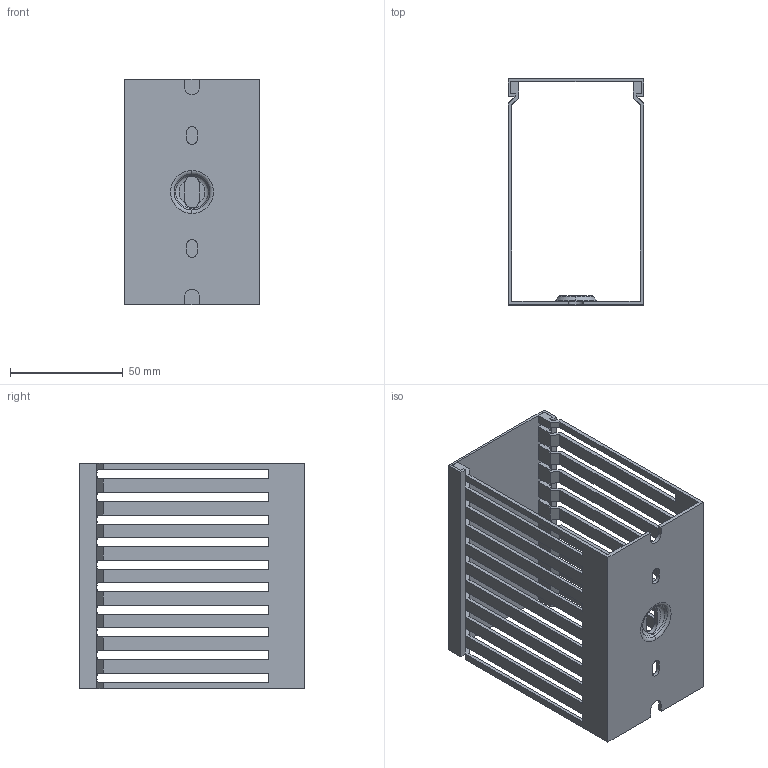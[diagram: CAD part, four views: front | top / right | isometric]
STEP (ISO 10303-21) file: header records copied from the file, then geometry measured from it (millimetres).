
FILE_DESCRIPTION((''),'2;1');
FILE_NAME('ASM0095_ASM','2021-03-31T',('marketing.praksa'),('Audax d.o.o.'),'CREO PARAMETRIC BY PTC INC, 2017480','CREO PARAMETRIC BY PTC INC, 2017480','');
FILE_SCHEMA(('AUTOMOTIVE_DESIGN { 1 0 10303 214 1 1 1 1 }'));
Products named in the file (6): PRT0162_1_1_1_1_1_1; PRT0162_1_2_1_1_1_1; PRT0162_1_3_1_1_1_1; POKROV_CEL_1_1; BOT-MERGED; ASM0095_ASM
Assembly tree (5 placements, depth 2):
  ASM0095_ASM
    PRT0162_1_1_1_1_1_1
    PRT0162_1_2_1_1_1_1
    PRT0162_1_3_1_1_1_1
    POKROV_CEL_1_1
    BOT-MERGED
Bounding box: 60 x 100 x 100 mm (x, y, z)
Volume: 40669.1 mm3; surface area: 62009.6 mm2
Topology: 5 solids, 5 shells, 447 faces, 1270 edges, 836 vertices
Faces by surface type: plane 389, cylinder 46, torus 8, cone 4
Entity records: 22089 total; most frequent: CARTESIAN_POINT 2995, ORIENTED_EDGE 2540, DIRECTION 2180, PRESENTATION_STYLE_ASSIGNMENT 1722, STYLED_ITEM 1722, CURVE_STYLE 1270, EDGE_CURVE 1270, VECTOR 1046
